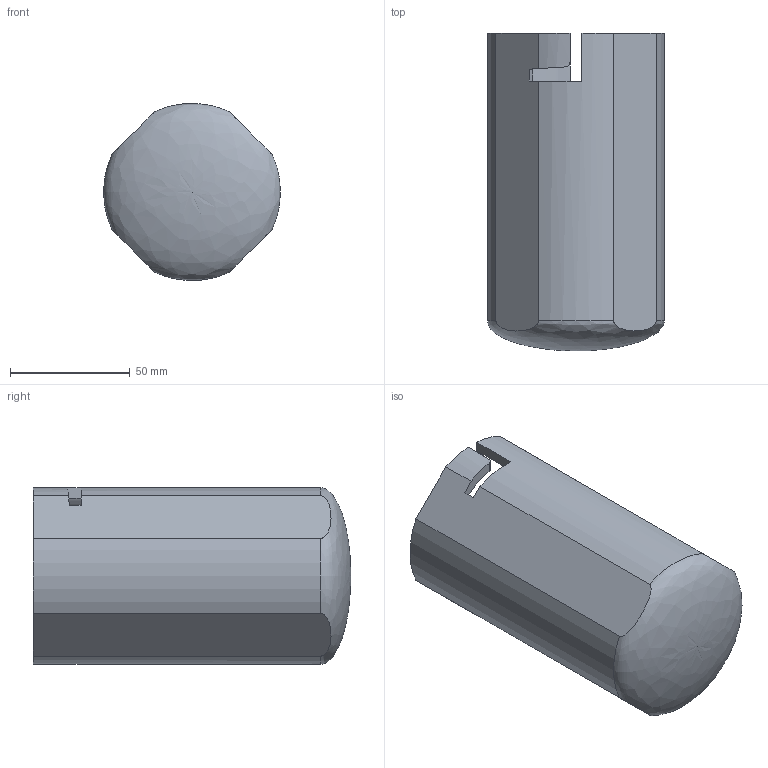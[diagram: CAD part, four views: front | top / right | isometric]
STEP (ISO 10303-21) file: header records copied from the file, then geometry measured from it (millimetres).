
FILE_DESCRIPTION(/* description */ (''),/* implementation_level */ '2;1');
FILE_NAME(/* name */ '3"Casing v16.step',/* time_stamp */ '2023-09-28T22:44:10-04:00',/* author */ (''),/* organization */ (''),/* preprocessor_version */ 'ST-DEVELOPER v20',/* originating_system */ 'Autodesk Translation Framework v12.14.0.127',/* authorisation */ '');
FILE_SCHEMA (('AUTOMOTIVE_DESIGN { 1 0 10303 214 3 1 1 }'));
Length unit declared in the file: millimetre
Products named in the file (1): 3"Casing
Bounding box: 73.79 x 132.5 x 73.79 mm (x, y, z)
Volume: 132925.3 mm3; surface area: 60724.8 mm2
Topology: 1 solids, 1 shells, 28 faces, 80 edges, 53 vertices
Faces by surface type: plane 17, cylinder 9, cone 1, bspline 1
Full cylindrical faces by diameter (mm): 65 x1
Entity records: 1122 total; most frequent: CARTESIAN_POINT 347, ORIENTED_EDGE 158, DIRECTION 152, EDGE_CURVE 79, VERTEX_POINT 53, AXIS2_PLACEMENT_3D 53, LINE 46, VECTOR 46
